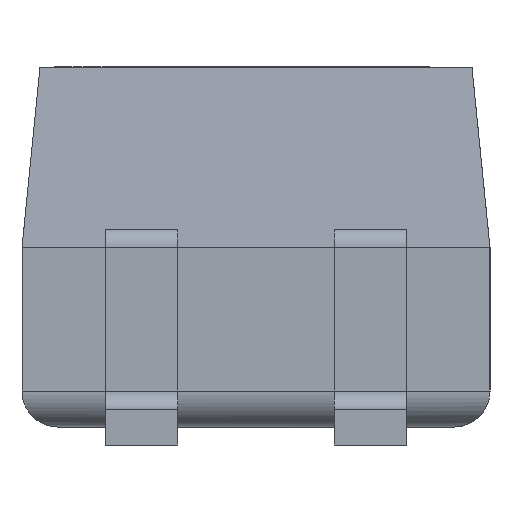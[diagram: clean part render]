
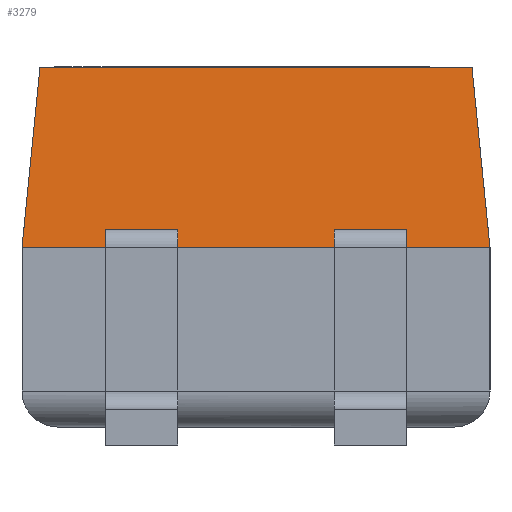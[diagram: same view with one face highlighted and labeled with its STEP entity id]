
A CAD part, left-side view. The second image highlights one B-rep face of the part: STEP entity #3279.
In plain terms, the highlighted planar face has unit normal (-0.995, 0, 0.1).
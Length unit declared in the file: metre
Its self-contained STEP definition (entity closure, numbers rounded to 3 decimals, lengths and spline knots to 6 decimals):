
#2189 = EDGE_CURVE( '', #5539, #5540, #5541, .T. );
#2297 = EDGE_CURVE( '', #5539, #5563, #5708, .T. );
#2325 = EDGE_CURVE( '', #5563, #5747, #5748, .T. );
#3135 = EDGE_CURVE( '', #5747, #5540, #6878, .T. );
#3279 = ADVANCED_FACE( '', ( #7059 ), #7060, .T. );
#5539 = VERTEX_POINT( '', #10140 );
#5540 = VERTEX_POINT( '', #10141 );
#5541 = LINE( '', #10142, #10143 );
#5563 = VERTEX_POINT( '', #10174 );
#5708 = LINE( '', #10393, #10394 );
#5747 = VERTEX_POINT( '', #10457 );
#5748 = LINE( '', #10458, #10459 );
#6878 = LINE( '', #12324, #12325 );
#7059 = FACE_OUTER_BOUND( '', #12644, .T. );
#7060 = PLANE( '', #12645 );
#10140 = CARTESIAN_POINT( '', ( -0.002102, -0.00119, 0.002092 ) );
#10141 = CARTESIAN_POINT( '', ( -0.002202, -0.00129, 0.001092 ) );
#10142 = CARTESIAN_POINT( '', ( -0.002143, -0.001231, 0.001683 ) );
#10143 = VECTOR( '', #16173, 1. );
#10174 = CARTESIAN_POINT( '', ( -0.002102, 0.00121, 0.002092 ) );
#10393 = CARTESIAN_POINT( '', ( -0.002102, 0.00066, 0.002092 ) );
#10394 = VECTOR( '', #16447, 1. );
#10457 = CARTESIAN_POINT( '', ( -0.002202, 0.00131, 0.001092 ) );
#10458 = CARTESIAN_POINT( '', ( -0.00215, 0.001257, 0.001619 ) );
#10459 = VECTOR( '', #16479, 1. );
#12324 = CARTESIAN_POINT( '', ( -0.002202, 0.00066, 0.001092 ) );
#12325 = VECTOR( '', #18128, 1. );
#12644 = EDGE_LOOP( '', ( #18352, #18353, #18354, #18355 ) );
#12645 = AXIS2_PLACEMENT_3D( '', #18356, #18357, #18358 );
#16173 = DIRECTION( '', ( -0.099, -0.099, -0.99 ) );
#16447 = DIRECTION( '', ( 0., 1., 0. ) );
#16479 = DIRECTION( '', ( -0.099, 0.099, -0.99 ) );
#18128 = DIRECTION( '', ( 0., -1., 0. ) );
#18352 = ORIENTED_EDGE( '', *, *, #2189, .F. );
#18353 = ORIENTED_EDGE( '', *, *, #2297, .T. );
#18354 = ORIENTED_EDGE( '', *, *, #2325, .T. );
#18355 = ORIENTED_EDGE( '', *, *, #3135, .T. );
#18356 = CARTESIAN_POINT( '', ( -0.002152, 0.00066, 0.001592 ) );
#18357 = DIRECTION( '', ( -0.995, 0., 0.1 ) );
#18358 = DIRECTION( '', ( 0., 1., 0. ) );
